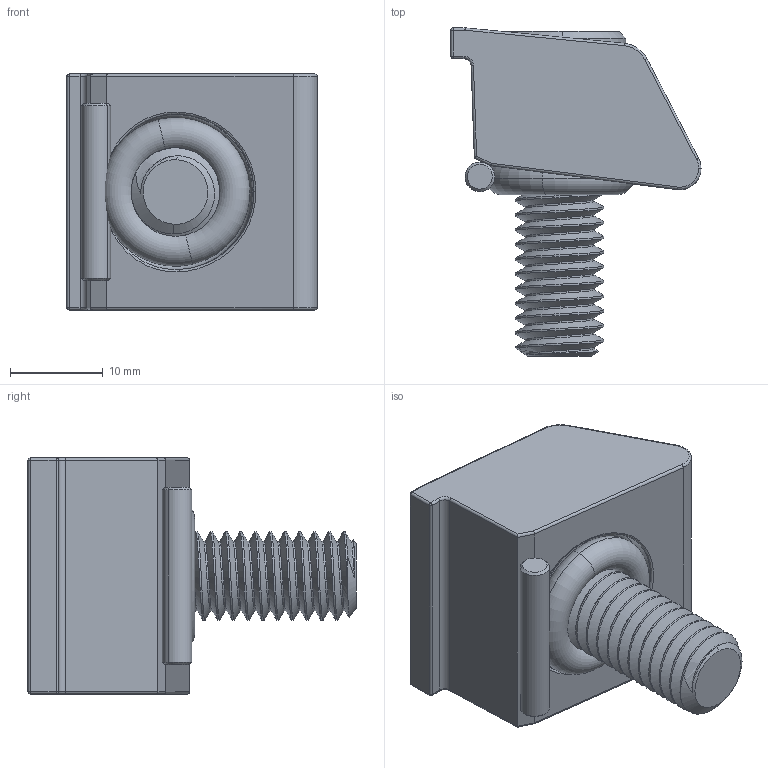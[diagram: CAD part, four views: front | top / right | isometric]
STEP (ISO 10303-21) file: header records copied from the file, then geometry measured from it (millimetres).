
FILE_DESCRIPTION (( 'STEP AP214' ), '1' );
FILE_NAME ('26077.STEP', '2017-03-23T15:23:29', ( 'Mike W' ), ( '' ), 'SwSTEP 2.0', 'SolidWorks 2017', '' );
FILE_SCHEMA (( 'AUTOMOTIVE_DESIGN' ));
Length unit declared in the file: inch
Products named in the file (5): 260771_260771; 204 O-RING_204 O-RING; 38161 SHCS_38161 SHCS; 26177_26177; 26077
Assembly tree (4 placements, depth 2):
  26077
    204 O-RING_204 O-RING
    38161 SHCS_38161 SHCS
    260771_260771
    26177_26177
Bounding box: 26.92 x 35.31 x 25.4 mm (x, y, z)
Volume: 8343.9 mm3; surface area: 5682.2 mm2
Topology: 4 solids, 4 shells, 188 faces, 467 edges, 282 vertices
Faces by surface type: cylinder 100, plane 27, bspline 22, cone 19, torus 16, sphere 4
Entity records: 8939 total; most frequent: CARTESIAN_POINT 4835, ORIENTED_EDGE 926, DIRECTION 729, EDGE_CURVE 463, AXIS2_PLACEMENT_3D 287, VERTEX_POINT 282, EDGE_LOOP 191, FACE_OUTER_BOUND 188
